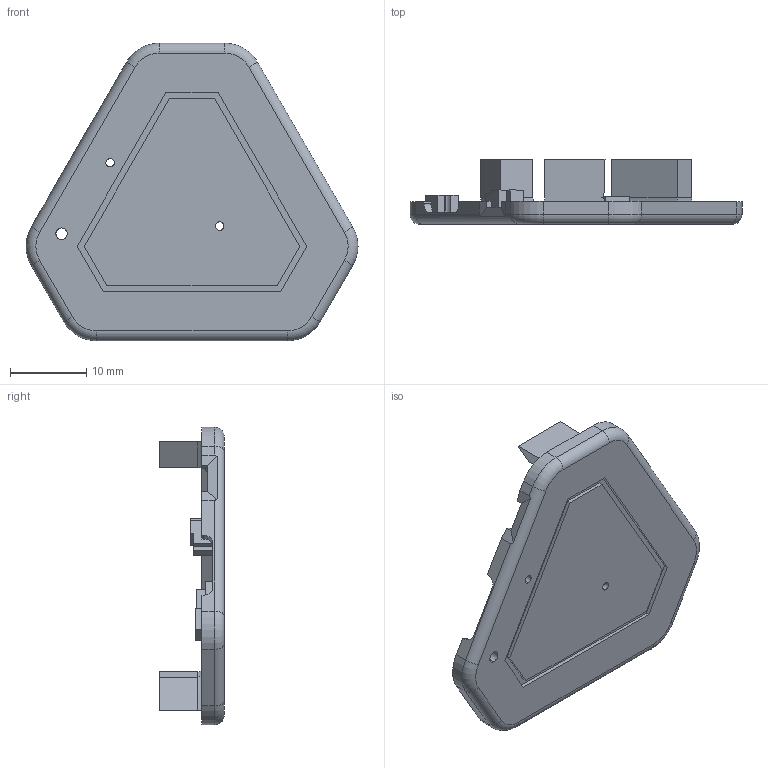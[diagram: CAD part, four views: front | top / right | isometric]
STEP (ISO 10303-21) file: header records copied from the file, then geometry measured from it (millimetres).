
FILE_DESCRIPTION (( 'STEP AP214' ), '1' );
FILE_NAME ('top cover 8, filled front.STEP', '2024-04-30T10:19:36', ( '' ), ( '' ), 'SwSTEP 2.0', 'SolidWorks 2023', '' );
FILE_SCHEMA (( 'AUTOMOTIVE_DESIGN' ));
Length unit declared in the file: millimetre
Products named in the file (1): top cover 8, filled front
Bounding box: 43.66 x 8.5 x 39.15 mm (x, y, z)
Volume: 2529.4 mm3; surface area: 3680.8 mm2
Topology: 1 solids, 1 shells, 123 faces, 331 edges, 215 vertices
Faces by surface type: plane 84, cylinder 33, torus 6
Entity records: 3851 total; most frequent: CARTESIAN_POINT 706, ORIENTED_EDGE 662, DIRECTION 633, EDGE_CURVE 331, LINE 253, VECTOR 253, VERTEX_POINT 215, AXIS2_PLACEMENT_3D 190
